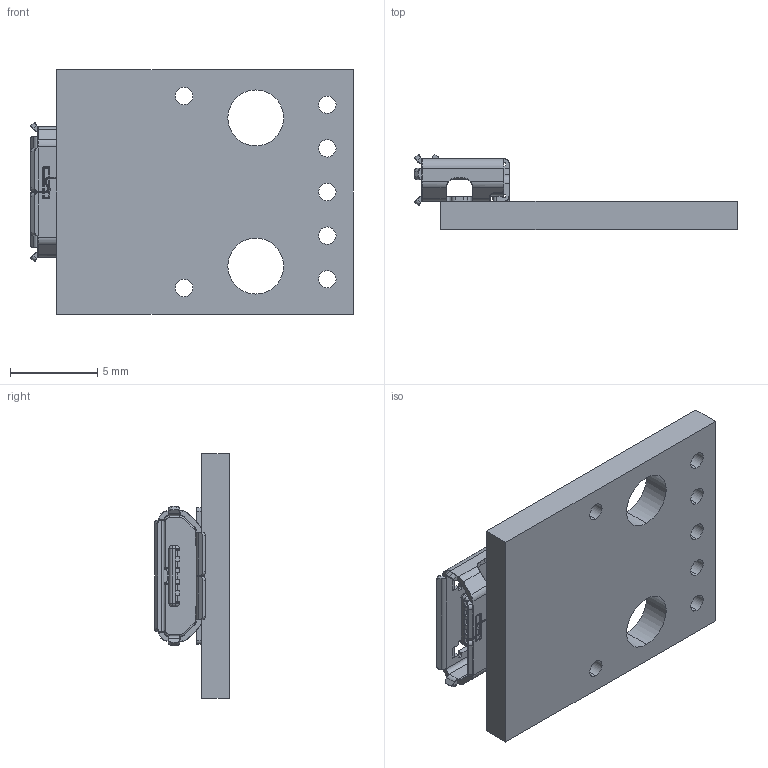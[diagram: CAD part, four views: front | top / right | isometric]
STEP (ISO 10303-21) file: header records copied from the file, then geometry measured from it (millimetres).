
FILE_DESCRIPTION (( 'STEP AP214' ), '1' );
FILE_NAME ('DIY micro usb.STEP', '2022-10-13T12:21:06', ( '' ), ( '' ), 'SwSTEP 2.0', 'SolidWorks 2021', '' );
FILE_SCHEMA (( 'AUTOMOTIVE_DESIGN' ));
Length unit declared in the file: millimetre
Products named in the file (3): DIY MicroUSB Port; DIY micro usb; DIY micro usb plate
Assembly tree (2 placements, depth 2):
  DIY micro usb
    DIY micro usb plate
    DIY MicroUSB Port
Bounding box: 18.5 x 4.29 x 14 mm (x, y, z)
Volume: 390.6 mm3; surface area: 909.9 mm2
Topology: 8 solids, 8 shells, 1254 faces, 3136 edges, 1852 vertices
Faces by surface type: cylinder 539, plane 368, torus 249, bspline 78, sphere 20
Entity records: 38895 total; most frequent: CARTESIAN_POINT 8351, DIRECTION 6565, ORIENTED_EDGE 6208, EDGE_CURVE 3104, AXIS2_PLACEMENT_3D 2486, VERTEX_POINT 1852, LINE 1593, VECTOR 1593
